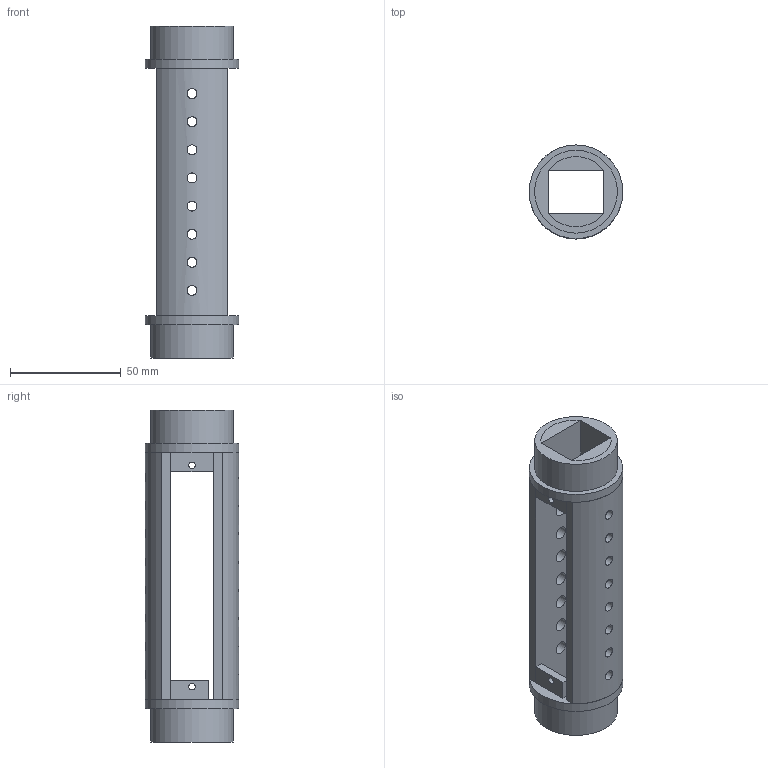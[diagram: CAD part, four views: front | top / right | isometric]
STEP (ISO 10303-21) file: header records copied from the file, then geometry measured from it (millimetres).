
FILE_DESCRIPTION(/* description */ (''),/* implementation_level */ '2;1');
FILE_NAME(/* name */ 'touch-board-bed.step',/* time_stamp */ '2024-01-22T10:41:00+11:00',/* author */ (''),/* organization */ (''),/* preprocessor_version */ 'ST-DEVELOPER v20',/* originating_system */ 'Autodesk Translation Framework v12.14.0.127',/* authorisation */ '');
FILE_SCHEMA (('AUTOMOTIVE_DESIGN { 1 0 10303 214 3 1 1 }'));
Length unit declared in the file: millimetre
Products named in the file (4): touch-board-bed; touch-board-bed_1; touch-board-top; inner-connector
Assembly tree (3 placements, depth 2):
  touch-board-bed
    touch-board-bed_1
    touch-board-top
    inner-connector
Bounding box: 42.3 x 42.3 x 150 mm (x, y, z)
Volume: 90223.6 mm3; surface area: 37510.3 mm2
Topology: 4 solids, 4 shells, 74 faces, 198 edges, 134 vertices
Faces by surface type: plane 40, cylinder 34
Full cylindrical faces by diameter (mm): 3 x4, 4.5 x8, 6 x8, 37.4 x2, 42.3 x2
Entity records: 3010 total; most frequent: CARTESIAN_POINT 953, ORIENTED_EDGE 396, DIRECTION 384, EDGE_CURVE 198, VERTEX_POINT 134, AXIS2_PLACEMENT_3D 133, EDGE_LOOP 120, LINE 118
